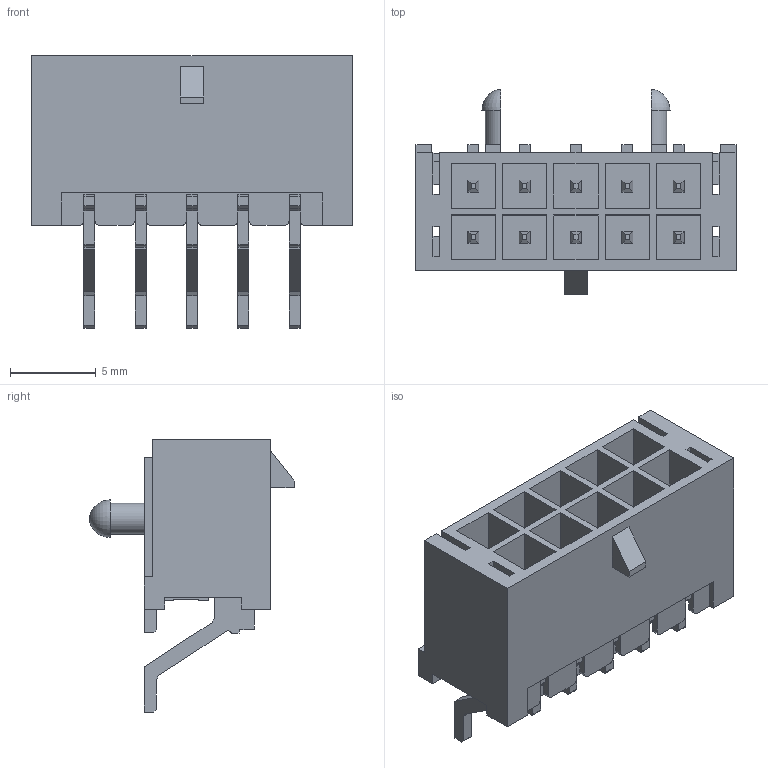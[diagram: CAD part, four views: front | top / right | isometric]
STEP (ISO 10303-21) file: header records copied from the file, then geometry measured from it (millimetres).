
FILE_DESCRIPTION(/* description */ ('Unknown'),/* implementation_level */ '2;1');
FILE_NAME(/* name */ '662010236022',/* time_stamp */ '2017-07-20T15:45:07+02:00',/* author */ ('Unknown'),/* organization */ ('Unknown'),/* preprocessor_version */ 'ST-DEVELOPER v16.7',/* originating_system */ 'DEX',/* authorisation */ $);
FILE_SCHEMA (('AUTOMOTIVE_DESIGN {1 0 10303 214 3 1 1}'));
Length unit declared in the file: millimetre
Products named in the file (4): 6620xx236022; 662010236022; 6620xx236022_PIN_COURTE; 6620xx236022_PIN_LONGUE
Assembly tree (11 placements, depth 2):
  6620xx236022
    662010236022
    6620xx236022_PIN_COURTE  x5
    6620xx236022_PIN_LONGUE  x5
Bounding box: 18.7 x 11.96 x 15.9 mm (x, y, z)
Volume: 737.9 mm3; surface area: 2247.2 mm2
Topology: 11 solids, 11 shells, 538 faces, 1521 edges, 1000 vertices
Faces by surface type: plane 479, cylinder 57, torus 2
Entity records: 10675 total; most frequent: CARTESIAN_POINT 1895, ORIENTED_EDGE 1882, DIRECTION 1669, EDGE_CURVE 941, LINE 873, VECTOR 873, VERTEX_POINT 624, AXIS2_PLACEMENT_3D 398
